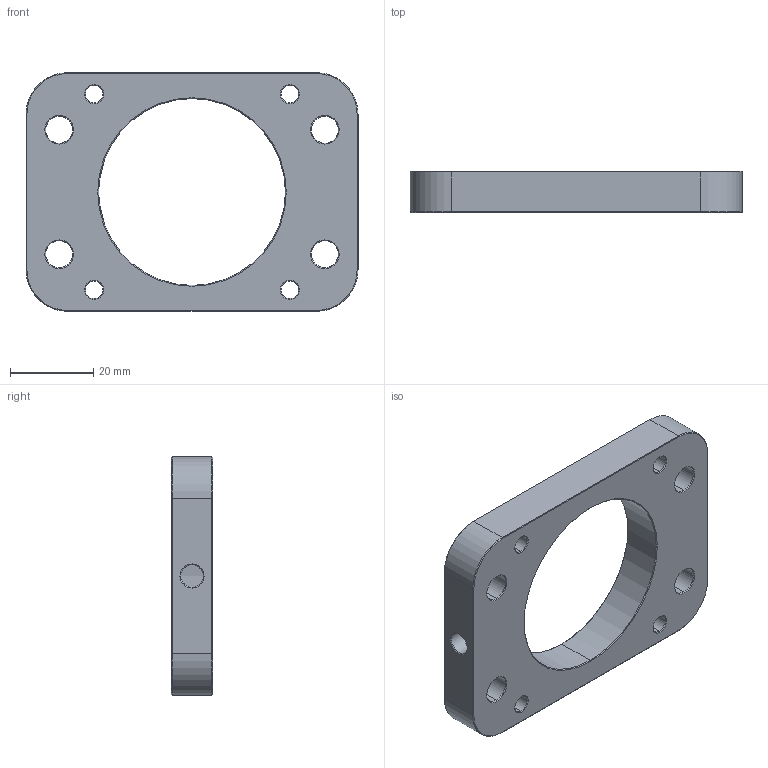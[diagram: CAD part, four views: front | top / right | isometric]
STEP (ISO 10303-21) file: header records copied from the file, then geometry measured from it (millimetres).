
FILE_DESCRIPTION (( 'STEP AP203' ), '1' );
FILE_NAME ('57祭輛萇儂盓殤_Z粣.STEP', '2025-01-04T06:36:20', ( 'Leo' ), ( '' ), 'SwSTEP 2.0', 'SolidWorks 2022', '' );
FILE_SCHEMA (( 'CONFIG_CONTROL_DESIGN' ));
Length unit declared in the file: millimetre
Products named in the file (1): 57步进电机支架_Z轴
Bounding box: 80 x 10 x 57.5 mm (x, y, z)
Volume: 25332.2 mm3; surface area: 11269.9 mm2
Topology: 1 solids, 1 shells, 98 faces, 221 edges, 129 vertices
Faces by surface type: cone 46, cylinder 32, plane 18, bspline 2
Entity records: 4308 total; most frequent: CARTESIAN_POINT 1947, DIRECTION 516, ORIENTED_EDGE 442, EDGE_CURVE 221, AXIS2_PLACEMENT_3D 205, VERTEX_POINT 129, EDGE_LOOP 122, CIRCLE 108
